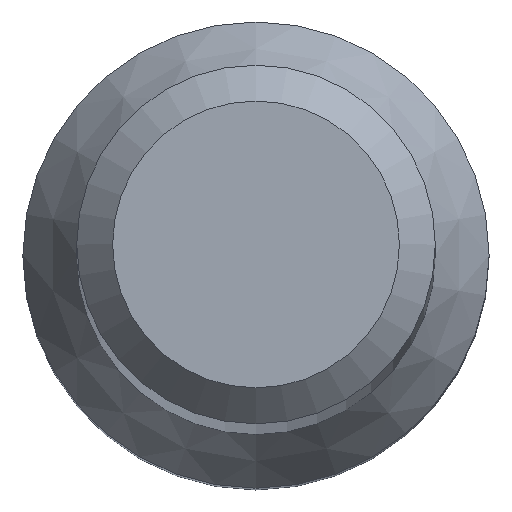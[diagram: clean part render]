
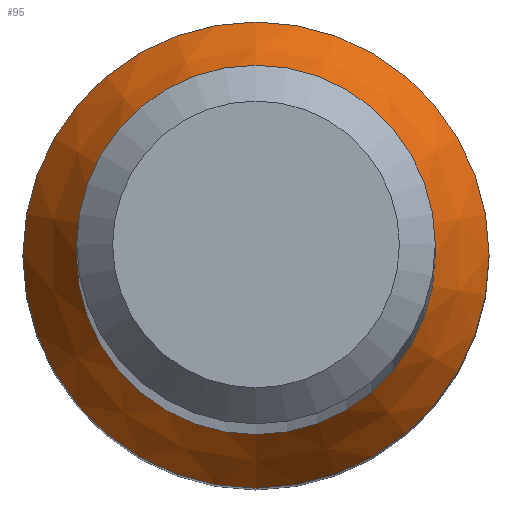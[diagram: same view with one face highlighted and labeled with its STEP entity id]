
A CAD part, top view. The second image highlights one B-rep face of the part: STEP entity #95.
In plain terms, the highlighted conical face has half-angle 30 degrees and reference radius 2.6 mm.
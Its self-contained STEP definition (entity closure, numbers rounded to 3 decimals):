
#34 = CONICAL_SURFACE ( 'NONE', #164, 2.6, 0.524 ) ;
#36 = EDGE_CURVE ( 'NONE', #121, #121, #147, .T. ) ;
#46 = EDGE_CURVE ( 'NONE', #81, #81, #175, .T. ) ;
#49 = DIRECTION ( 'NONE',  ( 0., 0., -1. ) ) ;
#50 = DIRECTION ( 'NONE',  ( 0., 1., 0. ) ) ;
#81 = VERTEX_POINT ( 'NONE', #168 ) ;
#92 = FACE_BOUND ( 'NONE', #234, .T. ) ;
#95 = ADVANCED_FACE ( 'NONE', ( #92, #173 ), #34, .T. ) ;
#107 = ORIENTED_EDGE ( 'NONE', *, *, #46, .F. ) ;
#116 = DIRECTION ( 'NONE',  ( 0., 1., 0. ) ) ;
#121 = VERTEX_POINT ( 'NONE', #242 ) ;
#128 = ORIENTED_EDGE ( 'NONE', *, *, #36, .T. ) ;
#130 = DIRECTION ( 'NONE',  ( 0., 1., 0. ) ) ;
#134 = DIRECTION ( 'NONE',  ( 0., 0., -1. ) ) ;
#146 = DIRECTION ( 'NONE',  ( 0., 0., -1. ) ) ;
#147 = CIRCLE ( 'NONE', #216, 2. ) ;
#164 = AXIS2_PLACEMENT_3D ( 'NONE', #169, #146, #50 ) ;
#168 = CARTESIAN_POINT ( 'NONE',  ( 0., 2.6, 12. ) ) ;
#169 = CARTESIAN_POINT ( 'NONE',  ( 0., 0., 12. ) ) ;
#173 = FACE_OUTER_BOUND ( 'NONE', #232, .T. ) ;
#175 = CIRCLE ( 'NONE', #226, 2.6 ) ;
#216 = AXIS2_PLACEMENT_3D ( 'NONE', #237, #134, #130 ) ;
#217 = CARTESIAN_POINT ( 'NONE',  ( 0., 0., 12. ) ) ;
#226 = AXIS2_PLACEMENT_3D ( 'NONE', #217, #49, #116 ) ;
#232 = EDGE_LOOP ( 'NONE', ( #107 ) ) ;
#234 = EDGE_LOOP ( 'NONE', ( #128 ) ) ;
#237 = CARTESIAN_POINT ( 'NONE',  ( 0., 0., 13.039 ) ) ;
#242 = CARTESIAN_POINT ( 'NONE',  ( 0., 2., 13.039 ) ) ;
